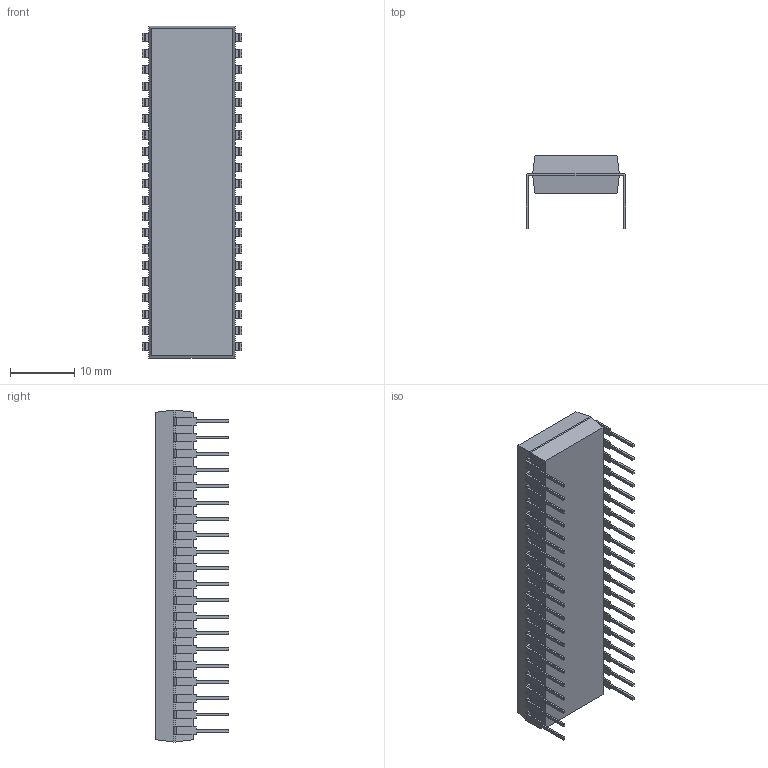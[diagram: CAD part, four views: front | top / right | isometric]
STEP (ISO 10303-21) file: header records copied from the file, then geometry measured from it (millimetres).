
FILE_DESCRIPTION (( 'STEP AP214' ), '1' );
FILE_NAME ('ICL7107CPL.STEP', '2021-07-12T19:27:18', ( '' ), ( '' ), 'SwSTEP 2.0', 'SolidWorks 2017', '' );
FILE_SCHEMA (( 'AUTOMOTIVE_DESIGN' ));
Length unit declared in the file: inch
Products named in the file (1): ICL7107CPL
Bounding box: 15.53 x 11.43 x 51.75 mm (x, y, z)
Volume: 4122.3 mm3; surface area: 2928.1 mm2
Topology: 41 solids, 41 shells, 579 faces, 1481 edges, 984 vertices
Faces by surface type: plane 497, cylinder 82
Entity records: 17779 total; most frequent: CARTESIAN_POINT 3045, ORIENTED_EDGE 2962, DIRECTION 2805, EDGE_CURVE 1481, LINE 1317, VECTOR 1317, VERTEX_POINT 984, AXIS2_PLACEMENT_3D 744
